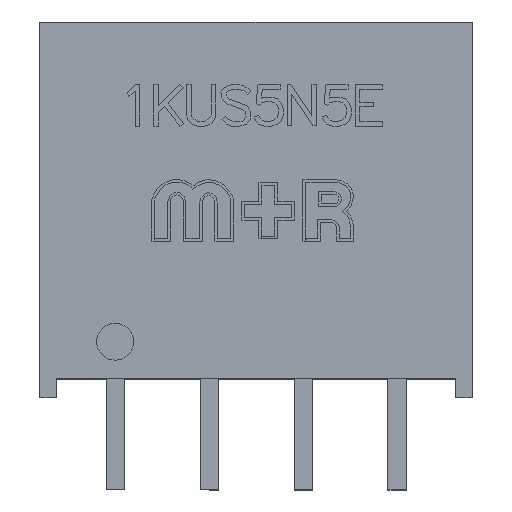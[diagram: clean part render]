
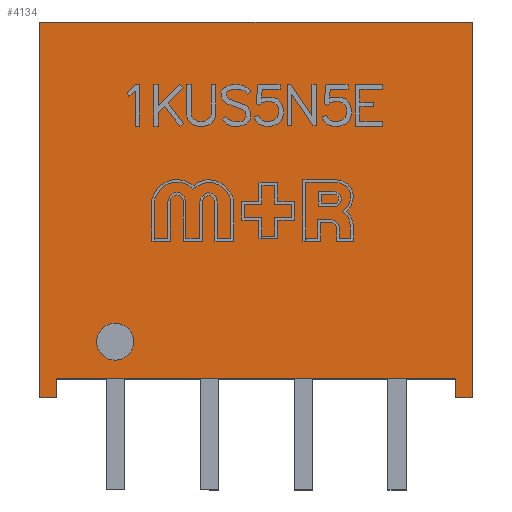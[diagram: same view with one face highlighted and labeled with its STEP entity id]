
A CAD part, top view. The second image highlights one B-rep face of the part: STEP entity #4134.
In plain terms, the highlighted planar face has unit normal (0, 0, 1).
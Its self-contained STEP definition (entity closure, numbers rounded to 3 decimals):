
#46 = DIRECTION ( 'NONE',  ( 1., 0., 0. ) ) ;
#518 = DIRECTION ( 'NONE',  ( 1., 0., 0. ) ) ;
#871 = VECTOR ( 'NONE', #19529, 1000. ) ;
#1569 = ORIENTED_EDGE ( 'NONE', *, *, #16530, .T. ) ;
#1642 = ORIENTED_EDGE ( 'NONE', *, *, #6722, .F. ) ;
#1716 = CARTESIAN_POINT ( 'NONE',  ( 0., 12.66, 6.1 ) ) ;
#1834 = VERTEX_POINT ( 'NONE', #5155 ) ;
#1850 = CARTESIAN_POINT ( 'NONE',  ( 0., 3.01, 6.1 ) ) ;
#2180 = VECTOR ( 'NONE', #46, 1000. ) ;
#2263 = CARTESIAN_POINT ( 'NONE',  ( 0.45, 2.5, 6.1 ) ) ;
#2508 = ORIENTED_EDGE ( 'NONE', *, *, #4961, .T. ) ;
#2671 = CARTESIAN_POINT ( 'NONE',  ( 0., 3.01, 6.1 ) ) ;
#2951 = DIRECTION ( 'NONE',  ( 1., 0., 0. ) ) ;
#2963 = VECTOR ( 'NONE', #518, 1000. ) ;
#3045 = VERTEX_POINT ( 'NONE', #9232 ) ;
#3383 = DIRECTION ( 'NONE',  ( 0., -1., 0. ) ) ;
#4039 = ORIENTED_EDGE ( 'NONE', *, *, #19517, .F. ) ;
#4134 = ADVANCED_FACE ( 'NONE', ( #4887 ), #12621, .T. ) ;
#4508 = VECTOR ( 'NONE', #7270, 1000. ) ;
#4706 = ORIENTED_EDGE ( 'NONE', *, *, #16863, .T. ) ;
#4887 = FACE_OUTER_BOUND ( 'NONE', #6014, .T. ) ;
#4932 = CARTESIAN_POINT ( 'NONE',  ( 0.45, 2.5, 6.1 ) ) ;
#4961 = EDGE_CURVE ( 'NONE', #3045, #15460, #6946, .T. ) ;
#5155 = CARTESIAN_POINT ( 'NONE',  ( 0., 12.66, 6.1 ) ) ;
#5537 = CARTESIAN_POINT ( 'NONE',  ( 11.25, 2.5, 6.1 ) ) ;
#5818 = EDGE_CURVE ( 'NONE', #10578, #10709, #15193, .T. ) ;
#6014 = EDGE_LOOP ( 'NONE', ( #1569, #14518, #19956, #1642, #2508, #7201, #4706, #4039 ) ) ;
#6722 = EDGE_CURVE ( 'NONE', #3045, #1834, #19626, .T. ) ;
#6770 = DIRECTION ( 'NONE',  ( 1., 0., 0. ) ) ;
#6946 = LINE ( 'NONE', #4932, #2180 ) ;
#7077 = CARTESIAN_POINT ( 'NONE',  ( 11.25, 2.5, 6.1 ) ) ;
#7201 = ORIENTED_EDGE ( 'NONE', *, *, #10144, .F. ) ;
#7270 = DIRECTION ( 'NONE',  ( 0., -1., 0. ) ) ;
#7576 = VECTOR ( 'NONE', #17952, 1000. ) ;
#7906 = VECTOR ( 'NONE', #15154, 1000. ) ;
#8901 = CARTESIAN_POINT ( 'NONE',  ( 11.25, 3.01, 6.1 ) ) ;
#9095 = AXIS2_PLACEMENT_3D ( 'NONE', #9402, #18593, #3383 ) ;
#9130 = VECTOR ( 'NONE', #6770, 1000. ) ;
#9232 = CARTESIAN_POINT ( 'NONE',  ( 0., 2.5, 6.1 ) ) ;
#9268 = LINE ( 'NONE', #1716, #10004 ) ;
#9402 = CARTESIAN_POINT ( 'NONE',  ( 11.7, 3.01, 6.1 ) ) ;
#9510 = EDGE_CURVE ( 'NONE', #1834, #10578, #9268, .T. ) ;
#10004 = VECTOR ( 'NONE', #2951, 1000. ) ;
#10144 = EDGE_CURVE ( 'NONE', #17310, #15460, #13262, .T. ) ;
#10232 = CARTESIAN_POINT ( 'NONE',  ( 0.45, 3.01, 6.1 ) ) ;
#10578 = VERTEX_POINT ( 'NONE', #11544 ) ;
#10676 = VERTEX_POINT ( 'NONE', #8901 ) ;
#10709 = VERTEX_POINT ( 'NONE', #15478 ) ;
#11544 = CARTESIAN_POINT ( 'NONE',  ( 11.7, 12.66, 6.1 ) ) ;
#12348 = CARTESIAN_POINT ( 'NONE',  ( 11.7, 3.01, 6.1 ) ) ;
#12621 = PLANE ( 'NONE',  #9095 ) ;
#12665 = LINE ( 'NONE', #17638, #9130 ) ;
#13262 = LINE ( 'NONE', #2263, #871 ) ;
#13308 = LINE ( 'NONE', #5537, #7576 ) ;
#14518 = ORIENTED_EDGE ( 'NONE', *, *, #5818, .F. ) ;
#15154 = DIRECTION ( 'NONE',  ( 0., 1., 0. ) ) ;
#15193 = LINE ( 'NONE', #12348, #4508 ) ;
#15460 = VERTEX_POINT ( 'NONE', #19474 ) ;
#15478 = CARTESIAN_POINT ( 'NONE',  ( 11.7, 2.5, 6.1 ) ) ;
#15765 = LINE ( 'NONE', #1850, #2963 ) ;
#16530 = EDGE_CURVE ( 'NONE', #16582, #10709, #12665, .T. ) ;
#16582 = VERTEX_POINT ( 'NONE', #7077 ) ;
#16863 = EDGE_CURVE ( 'NONE', #17310, #10676, #15765, .T. ) ;
#17310 = VERTEX_POINT ( 'NONE', #10232 ) ;
#17638 = CARTESIAN_POINT ( 'NONE',  ( 11.7, 2.5, 6.1 ) ) ;
#17952 = DIRECTION ( 'NONE',  ( 0., 1., 0. ) ) ;
#18593 = DIRECTION ( 'NONE',  ( 0., 0., 1. ) ) ;
#19474 = CARTESIAN_POINT ( 'NONE',  ( 0.45, 2.5, 6.1 ) ) ;
#19517 = EDGE_CURVE ( 'NONE', #16582, #10676, #13308, .T. ) ;
#19529 = DIRECTION ( 'NONE',  ( 0., -1., 0. ) ) ;
#19626 = LINE ( 'NONE', #2671, #7906 ) ;
#19956 = ORIENTED_EDGE ( 'NONE', *, *, #9510, .F. ) ;
